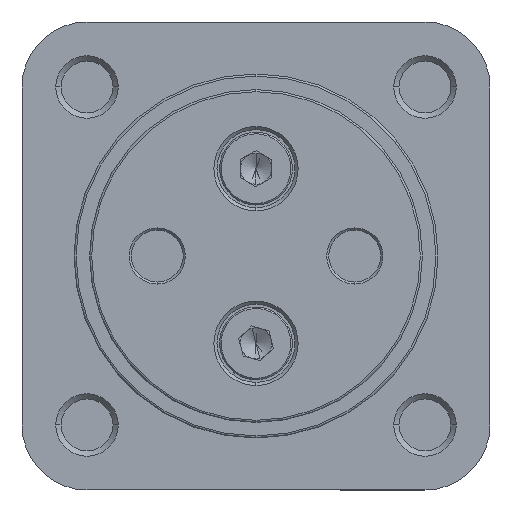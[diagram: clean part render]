
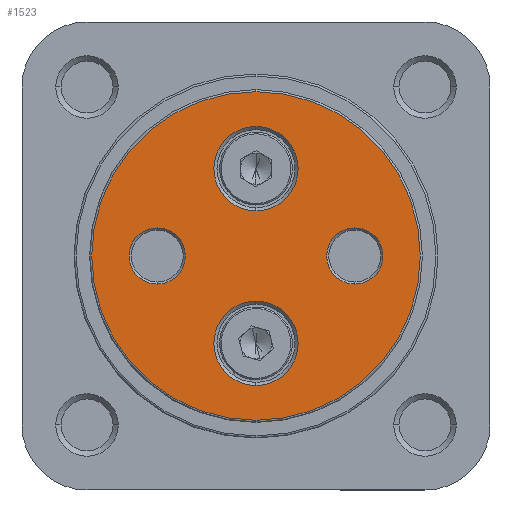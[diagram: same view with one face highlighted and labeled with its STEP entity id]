
A CAD part, left-side view. The second image highlights one B-rep face of the part: STEP entity #1523.
In plain terms, the highlighted planar face has unit normal (-1, 0, 0).
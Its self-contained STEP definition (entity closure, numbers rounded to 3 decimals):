
#1145 = ORIENTED_EDGE ( 'NONE', *, *, #3021, .T. ) ;
#1146 = ORIENTED_EDGE ( 'NONE', *, *, #2826, .T. ) ;
#1147 = ORIENTED_EDGE ( 'NONE', *, *, #3032, .T. ) ;
#1148 = ORIENTED_EDGE ( 'NONE', *, *, #2830, .T. ) ;
#1149 = ORIENTED_EDGE ( 'NONE', *, *, #3022, .T. ) ;
#1150 = ORIENTED_EDGE ( 'NONE', *, *, #2794, .T. ) ;
#1151 = ORIENTED_EDGE ( 'NONE', *, *, #3046, .T. ) ;
#1152 = ORIENTED_EDGE ( 'NONE', *, *, #2798, .T. ) ;
#1153 = ORIENTED_EDGE ( 'NONE', *, *, #2776, .T. ) ;
#1154 = ORIENTED_EDGE ( 'NONE', *, *, #3045, .T. ) ;
#1523 = ADVANCED_FACE ( 'NONE', ( #2513, #2519, #2521, #2523, #2509 ), #5262, .F. ) ;
#1695 = EDGE_LOOP ( 'NONE', ( #1152, #1151 ) ) ;
#1696 = EDGE_LOOP ( 'NONE', ( #1148, #1147 ) ) ;
#1698 = EDGE_LOOP ( 'NONE', ( #1146, #1145 ) ) ;
#1707 = EDGE_LOOP ( 'NONE', ( #1150, #1149 ) ) ;
#1714 = EDGE_LOOP ( 'NONE', ( #1154, #1153 ) ) ;
#2509 = FACE_BOUND ( 'NONE', #1698, .T. ) ;
#2513 = FACE_OUTER_BOUND ( 'NONE', #1714, .T. ) ;
#2519 = FACE_BOUND ( 'NONE', #1695, .T. ) ;
#2521 = FACE_BOUND ( 'NONE', #1707, .T. ) ;
#2523 = FACE_BOUND ( 'NONE', #1696, .T. ) ;
#2776 = EDGE_CURVE ( 'NONE', #3899, #3937, #6716, .T. ) ;
#2794 = EDGE_CURVE ( 'NONE', #3863, #3938, #6737, .T. ) ;
#2798 = EDGE_CURVE ( 'NONE', #3824, #3857, #6743, .T. ) ;
#2826 = EDGE_CURVE ( 'NONE', #3823, #3913, #6785, .T. ) ;
#2830 = EDGE_CURVE ( 'NONE', #3893, #3828, #6791, .T. ) ;
#3021 = EDGE_CURVE ( 'NONE', #3913, #3823, #7072, .T. ) ;
#3022 = EDGE_CURVE ( 'NONE', #3938, #3863, #7073, .T. ) ;
#3032 = EDGE_CURVE ( 'NONE', #3828, #3893, #7084, .T. ) ;
#3045 = EDGE_CURVE ( 'NONE', #3937, #3899, #7099, .T. ) ;
#3046 = EDGE_CURVE ( 'NONE', #3857, #3824, #7101, .T. ) ;
#3415 = AXIS2_PLACEMENT_3D ( 'NONE', #5252, #5265, #5266 ) ;
#3491 = AXIS2_PLACEMENT_3D ( 'NONE', #5824, #5831, #5832 ) ;
#3506 = AXIS2_PLACEMENT_3D ( 'NONE', #5882, #5883, #5884 ) ;
#3507 = AXIS2_PLACEMENT_3D ( 'NONE', #5892, #5893, #5894 ) ;
#3523 = AXIS2_PLACEMENT_3D ( 'NONE', #5962, #5963, #5964 ) ;
#3524 = AXIS2_PLACEMENT_3D ( 'NONE', #5972, #5973, #5974 ) ;
#3623 = AXIS2_PLACEMENT_3D ( 'NONE', #7452, #7459, #7460 ) ;
#3624 = AXIS2_PLACEMENT_3D ( 'NONE', #7455, #7462, #7463 ) ;
#3631 = AXIS2_PLACEMENT_3D ( 'NONE', #7482, #7490, #7491 ) ;
#3645 = AXIS2_PLACEMENT_3D ( 'NONE', #7522, #7529, #7530 ) ;
#3646 = AXIS2_PLACEMENT_3D ( 'NONE', #7525, #7532, #7533 ) ;
#3823 = VERTEX_POINT ( 'NONE', #7801 ) ;
#3824 = VERTEX_POINT ( 'NONE', #7802 ) ;
#3828 = VERTEX_POINT ( 'NONE', #7806 ) ;
#3857 = VERTEX_POINT ( 'NONE', #7835 ) ;
#3863 = VERTEX_POINT ( 'NONE', #7841 ) ;
#3893 = VERTEX_POINT ( 'NONE', #7871 ) ;
#3899 = VERTEX_POINT ( 'NONE', #7877 ) ;
#3913 = VERTEX_POINT ( 'NONE', #7891 ) ;
#3937 = VERTEX_POINT ( 'NONE', #7915 ) ;
#3938 = VERTEX_POINT ( 'NONE', #7916 ) ;
#5252 = CARTESIAN_POINT ( 'NONE',  ( 0., 0., 0. ) ) ;
#5262 = PLANE ( 'NONE',  #3415 ) ;
#5265 = DIRECTION ( 'NONE',  ( 1., 0., 0. ) ) ;
#5266 = DIRECTION ( 'NONE',  ( 0., 0., -1. ) ) ;
#5824 = CARTESIAN_POINT ( 'NONE',  ( 0., 0., 0. ) ) ;
#5831 = DIRECTION ( 'NONE',  ( -1., 0., 0. ) ) ;
#5832 = DIRECTION ( 'NONE',  ( 0., 0., -1. ) ) ;
#5882 = CARTESIAN_POINT ( 'NONE',  ( 0., 0., 8.4 ) ) ;
#5883 = DIRECTION ( 'NONE',  ( 1., 0., 0. ) ) ;
#5884 = DIRECTION ( 'NONE',  ( 0., 0., -1. ) ) ;
#5892 = CARTESIAN_POINT ( 'NONE',  ( 0., 0., -8.4 ) ) ;
#5893 = DIRECTION ( 'NONE',  ( 1., 0., 0. ) ) ;
#5894 = DIRECTION ( 'NONE',  ( 0., 0., -1. ) ) ;
#5962 = CARTESIAN_POINT ( 'NONE',  ( 0., 9.5, 0. ) ) ;
#5963 = DIRECTION ( 'NONE',  ( 1., 0., 0. ) ) ;
#5964 = DIRECTION ( 'NONE',  ( 0., 0., -1. ) ) ;
#5972 = CARTESIAN_POINT ( 'NONE',  ( 0., -9.5, 0. ) ) ;
#5973 = DIRECTION ( 'NONE',  ( 1., 0., 0. ) ) ;
#5974 = DIRECTION ( 'NONE',  ( 0., 0., -1. ) ) ;
#6716 = CIRCLE ( 'NONE', #3491, 15.8 ) ;
#6737 = CIRCLE ( 'NONE', #3506, 4.05 ) ;
#6743 = CIRCLE ( 'NONE', #3507, 4.05 ) ;
#6785 = CIRCLE ( 'NONE', #3523, 2.7 ) ;
#6791 = CIRCLE ( 'NONE', #3524, 2.7 ) ;
#7072 = CIRCLE ( 'NONE', #3623, 2.7 ) ;
#7073 = CIRCLE ( 'NONE', #3624, 4.05 ) ;
#7084 = CIRCLE ( 'NONE', #3631, 2.7 ) ;
#7099 = CIRCLE ( 'NONE', #3645, 15.8 ) ;
#7101 = CIRCLE ( 'NONE', #3646, 4.05 ) ;
#7452 = CARTESIAN_POINT ( 'NONE',  ( 0., 9.5, 0. ) ) ;
#7455 = CARTESIAN_POINT ( 'NONE',  ( 0., 0., 8.4 ) ) ;
#7459 = DIRECTION ( 'NONE',  ( 1., 0., 0. ) ) ;
#7460 = DIRECTION ( 'NONE',  ( 0., 0., -1. ) ) ;
#7462 = DIRECTION ( 'NONE',  ( 1., 0., 0. ) ) ;
#7463 = DIRECTION ( 'NONE',  ( 0., 0., -1. ) ) ;
#7482 = CARTESIAN_POINT ( 'NONE',  ( 0., -9.5, 0. ) ) ;
#7490 = DIRECTION ( 'NONE',  ( 1., 0., 0. ) ) ;
#7491 = DIRECTION ( 'NONE',  ( 0., 0., -1. ) ) ;
#7522 = CARTESIAN_POINT ( 'NONE',  ( 0., 0., 0. ) ) ;
#7525 = CARTESIAN_POINT ( 'NONE',  ( 0., 0., -8.4 ) ) ;
#7529 = DIRECTION ( 'NONE',  ( -1., 0., 0. ) ) ;
#7530 = DIRECTION ( 'NONE',  ( 0., 0., -1. ) ) ;
#7532 = DIRECTION ( 'NONE',  ( 1., 0., 0. ) ) ;
#7533 = DIRECTION ( 'NONE',  ( 0., 0., -1. ) ) ;
#7801 = CARTESIAN_POINT ( 'NONE',  ( 0., 9.5, 2.7 ) ) ;
#7802 = CARTESIAN_POINT ( 'NONE',  ( 0., 0., -4.35 ) ) ;
#7806 = CARTESIAN_POINT ( 'NONE',  ( 0., -9.5, -2.7 ) ) ;
#7835 = CARTESIAN_POINT ( 'NONE',  ( 0., 0., -12.45 ) ) ;
#7841 = CARTESIAN_POINT ( 'NONE',  ( 0., 0., 12.45 ) ) ;
#7871 = CARTESIAN_POINT ( 'NONE',  ( 0., -9.5, 2.7 ) ) ;
#7877 = CARTESIAN_POINT ( 'NONE',  ( 0., 0., 15.8 ) ) ;
#7891 = CARTESIAN_POINT ( 'NONE',  ( 0., 9.5, -2.7 ) ) ;
#7915 = CARTESIAN_POINT ( 'NONE',  ( 0., 0., -15.8 ) ) ;
#7916 = CARTESIAN_POINT ( 'NONE',  ( 0., 0., 4.35 ) ) ;
